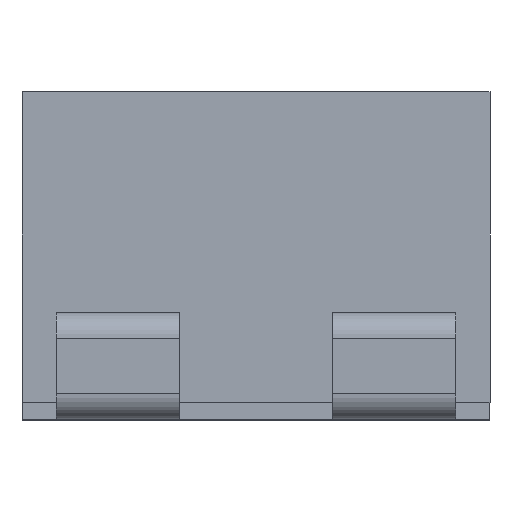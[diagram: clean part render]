
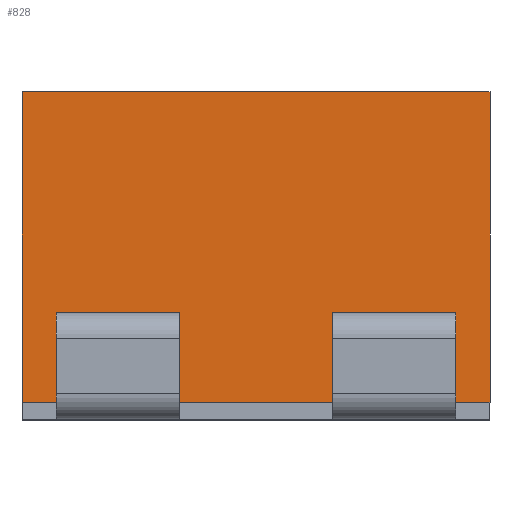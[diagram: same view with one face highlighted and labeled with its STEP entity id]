
A CAD part, top view. The second image highlights one B-rep face of the part: STEP entity #828.
In plain terms, the highlighted planar face has unit normal (0, 0, 1).
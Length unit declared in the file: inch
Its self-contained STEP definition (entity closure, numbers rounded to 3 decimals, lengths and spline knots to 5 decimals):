
#19 = CARTESIAN_POINT ( 'NONE',  ( -0.055, 0.004, 0.063 ) ) ;
#28 = DIRECTION ( 'NONE',  ( 0., 1., 0. ) ) ;
#211 = VERTEX_POINT ( 'NONE', #2122 ) ;
#253 = LINE ( 'NONE', #2271, #317 ) ;
#289 = VERTEX_POINT ( 'NONE', #1660 ) ;
#308 = LINE ( 'NONE', #2151, #2492 ) ;
#317 = VECTOR ( 'NONE', #1618, 39.37008 ) ;
#480 = CARTESIAN_POINT ( 'NONE',  ( -0.055, 0.077, 0.063 ) ) ;
#698 = DIRECTION ( 'NONE',  ( 1., 0., 0. ) ) ;
#793 = ORIENTED_EDGE ( 'NONE', *, *, #2300, .T. ) ;
#828 = ADVANCED_FACE ( 'NONE', ( #1441 ), #1937, .T. ) ;
#1037 = ORIENTED_EDGE ( 'NONE', *, *, #1531, .T. ) ;
#1079 = DIRECTION ( 'NONE',  ( 1., 0., 0. ) ) ;
#1080 = VECTOR ( 'NONE', #28, 39.37008 ) ;
#1180 = EDGE_CURVE ( 'NONE', #2033, #1419, #1529, .T. ) ;
#1245 = EDGE_CURVE ( 'NONE', #1419, #289, #1804, .T. ) ;
#1321 = AXIS2_PLACEMENT_3D ( 'NONE', #2384, #2396, #698 ) ;
#1419 = VERTEX_POINT ( 'NONE', #480 ) ;
#1441 = FACE_OUTER_BOUND ( 'NONE', #2060, .T. ) ;
#1529 = LINE ( 'NONE', #19, #1080 ) ;
#1531 = EDGE_CURVE ( 'NONE', #211, #289, #253, .T. ) ;
#1618 = DIRECTION ( 'NONE',  ( 0., 1., 0. ) ) ;
#1660 = CARTESIAN_POINT ( 'NONE',  ( 0.055, 0.077, 0.063 ) ) ;
#1804 = LINE ( 'NONE', #2636, #1878 ) ;
#1832 = CARTESIAN_POINT ( 'NONE',  ( -0.055, 0.004, 0.063 ) ) ;
#1878 = VECTOR ( 'NONE', #1079, 39.37008 ) ;
#1916 = DIRECTION ( 'NONE',  ( 1., 0., 0. ) ) ;
#1937 = PLANE ( 'NONE',  #1321 ) ;
#1974 = ORIENTED_EDGE ( 'NONE', *, *, #1180, .F. ) ;
#2033 = VERTEX_POINT ( 'NONE', #1832 ) ;
#2060 = EDGE_LOOP ( 'NONE', ( #2606, #1974, #793, #1037 ) ) ;
#2122 = CARTESIAN_POINT ( 'NONE',  ( 0.055, 0.004, 0.063 ) ) ;
#2151 = CARTESIAN_POINT ( 'NONE',  ( 0., 0.004, 0.063 ) ) ;
#2271 = CARTESIAN_POINT ( 'NONE',  ( 0.055, 0.004, 0.063 ) ) ;
#2300 = EDGE_CURVE ( 'NONE', #2033, #211, #308, .T. ) ;
#2384 = CARTESIAN_POINT ( 'NONE',  ( 0., 0.004, 0.063 ) ) ;
#2396 = DIRECTION ( 'NONE',  ( 0., 0., 1. ) ) ;
#2492 = VECTOR ( 'NONE', #1916, 39.37008 ) ;
#2606 = ORIENTED_EDGE ( 'NONE', *, *, #1245, .F. ) ;
#2636 = CARTESIAN_POINT ( 'NONE',  ( 0., 0.077, 0.063 ) ) ;
